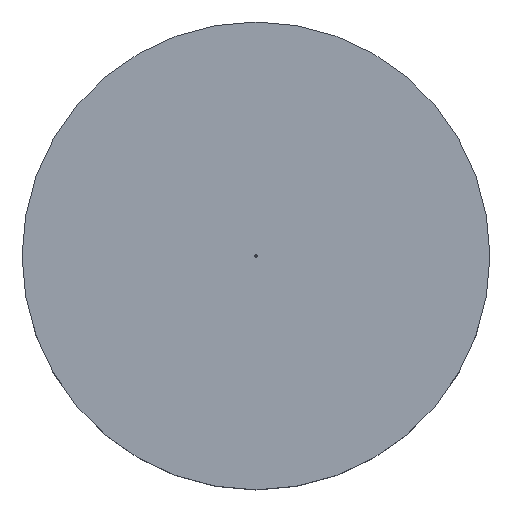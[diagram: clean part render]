
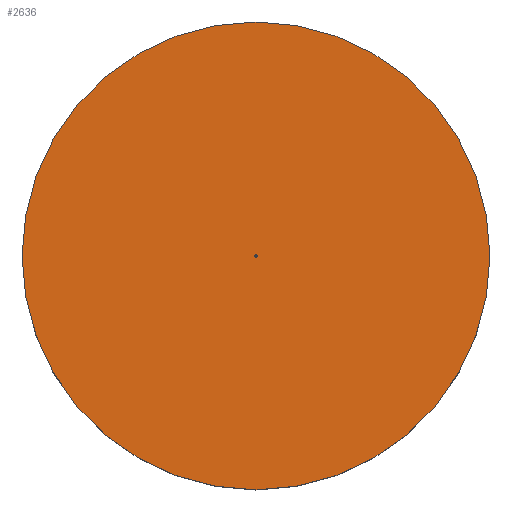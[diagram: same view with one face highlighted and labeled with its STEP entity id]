
A CAD part, top view. The second image highlights one B-rep face of the part: STEP entity #2636.
In plain terms, the highlighted planar face has unit normal (0, 0, 1).
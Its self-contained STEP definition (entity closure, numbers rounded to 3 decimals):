
#18=FACE_BOUND('',#303,.T.);
#22=PLANE('',#3068);
#160=FACE_OUTER_BOUND('',#302,.T.);
#302=EDGE_LOOP('',(#2215));
#303=EDGE_LOOP('',(#2216));
#852=CIRCLE('',#3067,18.863);
#853=CIRCLE('',#3069,0.1);
#1126=VERTEX_POINT('',#4852);
#1127=VERTEX_POINT('',#4856);
#1534=EDGE_CURVE('',#1126,#1126,#852,.T.);
#1535=EDGE_CURVE('',#1127,#1127,#853,.T.);
#2215=ORIENTED_EDGE('',*,*,#1534,.T.);
#2216=ORIENTED_EDGE('',*,*,#1535,.F.);
#2636=ADVANCED_FACE('',(#160,#18),#22,.T.);
#3067=AXIS2_PLACEMENT_3D('',#4854,#4020,#4021);
#3068=AXIS2_PLACEMENT_3D('',#4855,#4022,#4023);
#3069=AXIS2_PLACEMENT_3D('',#4857,#4024,#4025);
#4020=DIRECTION('center_axis',(0.,0.,1.));
#4021=DIRECTION('ref_axis',(1.,0.,0.));
#4022=DIRECTION('center_axis',(0.,0.,1.));
#4023=DIRECTION('ref_axis',(1.,0.,0.));
#4024=DIRECTION('center_axis',(0.,0.,1.));
#4025=DIRECTION('ref_axis',(1.,0.,0.));
#4852=CARTESIAN_POINT('',(18.863,0.,4.5));
#4854=CARTESIAN_POINT('Origin',(0.,0.,4.5));
#4855=CARTESIAN_POINT('Origin',(0.,0.,4.5));
#4856=CARTESIAN_POINT('',(-0.1,0.,4.5));
#4857=CARTESIAN_POINT('Origin',(0.,0.,
4.5));
